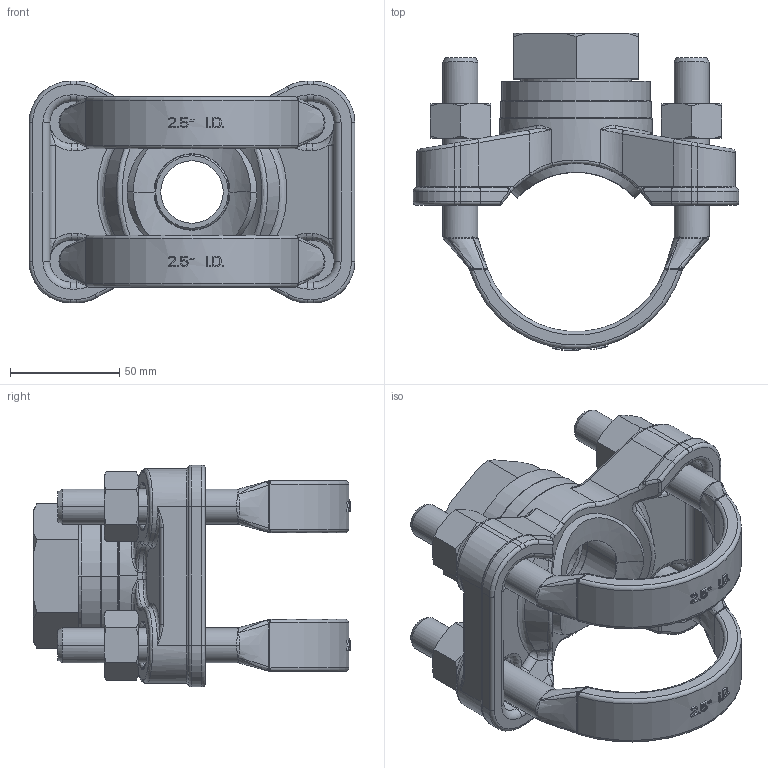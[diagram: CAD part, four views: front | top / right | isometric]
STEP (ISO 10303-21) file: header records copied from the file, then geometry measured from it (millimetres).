
FILE_DESCRIPTION((''),'2;1');
FILE_NAME('93000007_01','2014-08-08T',('sobri'),(''),'PRO/ENGINEER BY PARAMETRIC TECHNOLOGY CORPORATION, 2011180','PRO/ENGINEER BY PARAMETRIC TECHNOLOGY CORPORATION, 2011180','');
FILE_SCHEMA(('CONFIG_CONTROL_DESIGN'));
Length unit declared in the file: inch
Products named in the file (1): 93000007_01
Bounding box: 149.22 x 145.47 x 101.6 mm (x, y, z)
Surface area: 110497.4 mm2 (no closed solid volume)
Topology: 0 solids, 9 shells, 915 faces, 2272 edges, 1382 vertices
Faces by surface type: plane 339, bspline 231, cylinder 191, cone 70, torus 48, sphere 36
Entity records: 40028 total; most frequent: CARTESIAN_POINT 20555, ORIENTED_EDGE 4445, DIRECTION 3429, EDGE_CURVE 2272, VERTEX_POINT 1382, AXIS2_PLACEMENT_3D 1360, EDGE_LOOP 962, FACE_OUTER_BOUND 915
